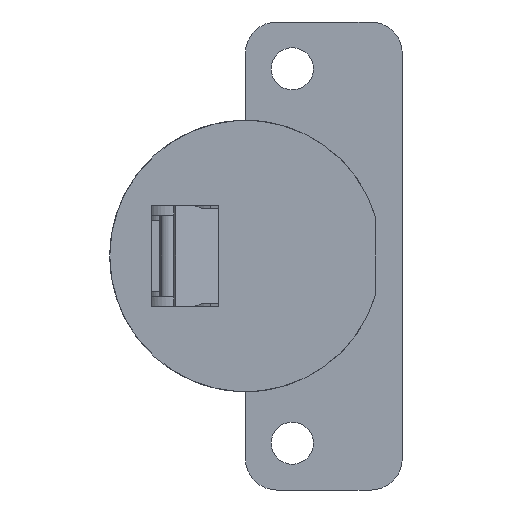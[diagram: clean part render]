
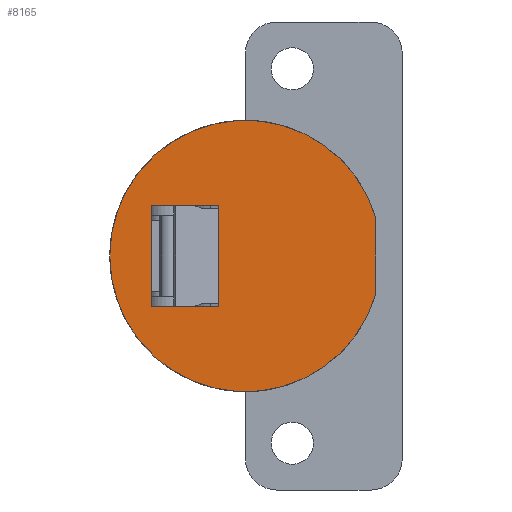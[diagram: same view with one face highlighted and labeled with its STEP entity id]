
A CAD part, front view. The second image highlights one B-rep face of the part: STEP entity #8165.
In plain terms, the highlighted planar face has unit normal (0, -1, 0).
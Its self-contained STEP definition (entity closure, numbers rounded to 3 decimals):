
#2673=DIRECTION('',(1.,0.,0.));
#2674=VECTOR('',#2673,8.5);
#2675=CARTESIAN_POINT('',(1.676,-11.2,-6.5));
#2676=LINE('',#2675,#2674);
#2791=CARTESIAN_POINT('',(13.676,-11.2,0.));
#2792=DIRECTION('',(0.,-1.,0.));
#2793=DIRECTION('',(-1.,0.,0.));
#2794=AXIS2_PLACEMENT_3D('',#2791,#2792,#2793);
#2799=CARTESIAN_POINT('',(13.676,-11.2,0.));
#2800=DIRECTION('',(0.,-1.,0.));
#2801=DIRECTION('',(0.96,0.,0.281));
#2802=AXIS2_PLACEMENT_3D('',#2799,#2800,#2801);
#2807=DIRECTION('',(0.,0.,-1.));
#2808=VECTOR('',#2807,13.);
#2809=CARTESIAN_POINT('',(10.176,-11.2,6.5));
#2810=LINE('',#2809,#2808);
#2814=DIRECTION('',(1.,0.,0.));
#2815=VECTOR('',#2814,8.5);
#2816=CARTESIAN_POINT('',(1.676,-11.2,6.5));
#2817=LINE('',#2816,#2815);
#2821=DIRECTION('',(0.,0.,1.));
#2822=VECTOR('',#2821,13.);
#2823=CARTESIAN_POINT('',(1.676,-11.2,-6.5));
#2824=LINE('',#2823,#2822);
#2828=DIRECTION('',(0.,0.,-1.));
#2829=VECTOR('',#2828,9.771);
#2830=CARTESIAN_POINT('',(30.376,-11.2,4.886));
#2831=LINE('',#2830,#2829);
#6226=CARTESIAN_POINT('',(1.676,-11.2,-6.5));
#6227=VERTEX_POINT('',#6226);
#6258=CARTESIAN_POINT('',(10.176,-11.2,-6.5));
#6259=VERTEX_POINT('',#6258);
#6272=CARTESIAN_POINT('',(30.376,-11.2,-4.886));
#6273=VERTEX_POINT('',#6272);
#6280=CARTESIAN_POINT('',(10.176,-11.2,6.5));
#6281=VERTEX_POINT('',#6280);
#6284=CARTESIAN_POINT('',(1.676,-11.2,6.5));
#6285=VERTEX_POINT('',#6284);
#6296=CARTESIAN_POINT('',(-3.724,-11.2,0.));
#6297=VERTEX_POINT('',#6296);
#6298=CARTESIAN_POINT('',(30.376,-11.2,4.886));
#6299=VERTEX_POINT('',#6298);
#8144=CARTESIAN_POINT('',(13.676,-11.2,0.));
#8145=DIRECTION('',(0.,1.,0.));
#8146=DIRECTION('',(1.,0.,0.));
#8147=AXIS2_PLACEMENT_3D('',#8144,#8145,#8146);
#8148=PLANE('',#8147);
#8150=ORIENTED_EDGE('',*,*,#8149,.T.);
#8152=ORIENTED_EDGE('',*,*,#8151,.F.);
#8154=ORIENTED_EDGE('',*,*,#8153,.F.);
#8155=EDGE_LOOP('',(#8150,#8152,#8154));
#8156=FACE_OUTER_BOUND('',#8155,.F.);
#8157=ORIENTED_EDGE('',*,*,#8069,.T.);
#8159=ORIENTED_EDGE('',*,*,#8158,.F.);
#8161=ORIENTED_EDGE('',*,*,#8160,.F.);
#8162=ORIENTED_EDGE('',*,*,#8136,.F.);
#8163=EDGE_LOOP('',(#8157,#8159,#8161,#8162));
#8164=FACE_BOUND('',#8163,.F.);
#2795=CIRCLE('',#2794,17.4);
#2803=CIRCLE('',#2802,17.4);
#8069=EDGE_CURVE('',#6227,#6259,#2676,.T.);
#8136=EDGE_CURVE('',#6227,#6285,#2824,.T.);
#8149=EDGE_CURVE('',#6299,#6273,#2831,.T.);
#8151=EDGE_CURVE('',#6297,#6273,#2795,.T.);
#8153=EDGE_CURVE('',#6299,#6297,#2803,.T.);
#8158=EDGE_CURVE('',#6281,#6259,#2810,.T.);
#8160=EDGE_CURVE('',#6285,#6281,#2817,.T.);
#8165=ADVANCED_FACE('',(#8156,#8164),#8148,.F.);
